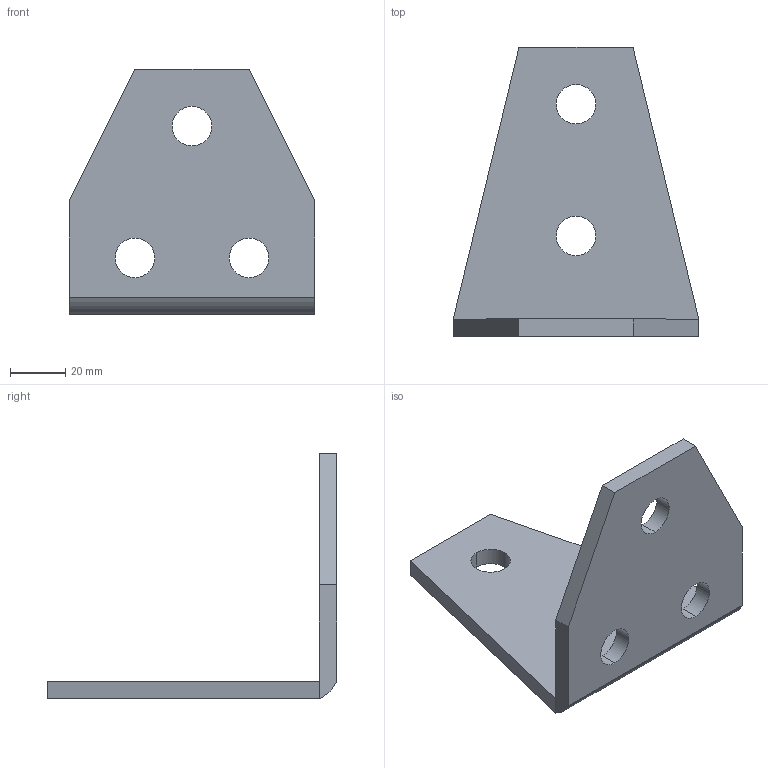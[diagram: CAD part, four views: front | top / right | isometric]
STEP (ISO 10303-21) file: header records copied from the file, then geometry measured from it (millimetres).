
FILE_DESCRIPTION(('TurboCAD Mac Pro'),'Build 980');
FILE_NAME('P2235.stp',' ',(''),(''),'ACIS Interop','IMSI','TurboCAD Mac Pro BY IMSI, INCORPORATED');
FILE_SCHEMA(('automotive_design'));
Length unit declared in the file: inch
Products named in the file (1): 1
Bounding box: 89.09 x 104.99 x 89.08 mm (x, y, z)
Volume: 77550.8 mm3; surface area: 28953.8 mm2
Topology: 1 solids, 1 shells, 33 faces, 89 edges, 58 vertices
Faces by surface type: bspline 20, plane 12, cylinder 1
Entity records: 1441 total; most frequent: CARTESIAN_POINT 441, ORIENTED_EDGE 178, EDGE_CURVE 89, DIRECTION 79, VERTEX_POINT 58, LINE 47, VECTOR 47, EDGE_LOOP 43
